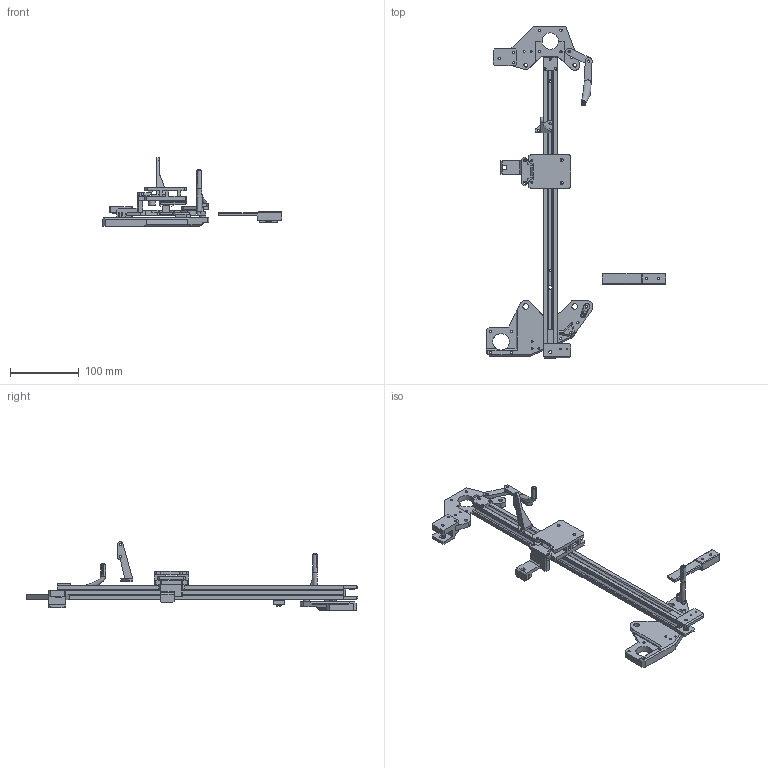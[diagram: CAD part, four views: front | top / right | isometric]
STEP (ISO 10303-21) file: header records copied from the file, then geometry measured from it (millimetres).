
FILE_DESCRIPTION(/* description */ ('STEP AP242 Edition 2','CAx-IF Rec.Pracs.---Representation and Presentation of Product Manufacturing Information (PMI)---4.0---2014-10-13','CAx-IF Rec.Pracs.---3D Tessellated Geometry---0.4---2014-09-14','2;1','CAx-IF Rec.Pracs.---User Defined Attributes---1.5---2016-08-15'),/* implementation_level */ '2;1');
FILE_NAME(/* name */ '6929e84cb854f3b4fee1f490',/* time_stamp */ '2025-11-28T18:22:06Z',/* author */ (''),/* organization */ (''),/* preprocessor_version */ 'ST-DEVELOPER v20',/* originating_system */ 'ONSHAPE BY PTC INC, 1.207',/* authorisation */ ' ');
FILE_SCHEMA (('AP242_MANAGED_MODEL_BASED_3D_ENGINEERING_MIM_LF { 1 0 10303 442 3 1 4 }'));
Length unit declared in the file: metre
Products named in the file (19): RightOozeBlock1; Extrusion_X-Axis; RightXMotorMount; LeftXMotorMount; TrammingBlock; StealthburnerBracket; LeftOozeBlockSpacer; TramminBlockClip; LeftXMotorMountBracket; XCarriage; RightXIdlerMount; GantryBeltBracket; BLTouchMount; RightOozeBlock2; XVWheelSpacer2; RightEndstop; XVWheelSpacer; LeftEndstopAndIdler; LeftOozeBlock
Bounding box: 259.54 x 481.26 x 99.48 mm (x, y, z)
Volume: 267507.9 mm3; surface area: 153777.8 mm2
Topology: 19 solids, 19 shells, 624 faces, 1731 edges, 1145 vertices
Faces by surface type: plane 482, cylinder 122, bspline 17, cone 3
Full cylindrical faces by diameter (mm): 2.5 x2, 2.8 x16, 3.3 x31, 4 x2, 4.3 x6, 4.4 x7, 5.3 x6, 5.8 x6, 7 x1, 7.3 x1, 8 x4, 8.2 x2, 8.787 x1, 10 x2, 12.5 x1, 24 x2
Entity records: 20938 total; most frequent: CARTESIAN_POINT 4621, ORIENTED_EDGE 3198, DIRECTION 3081, EDGE_CURVE 1599, LINE 1291, VECTOR 1291, VERTEX_POINT 1114, EDGE_LOOP 905
